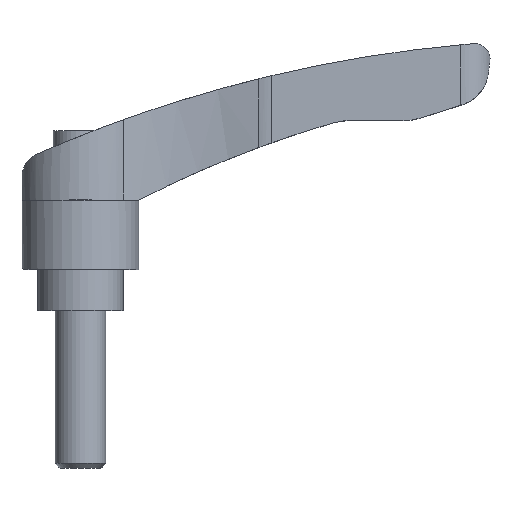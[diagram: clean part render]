
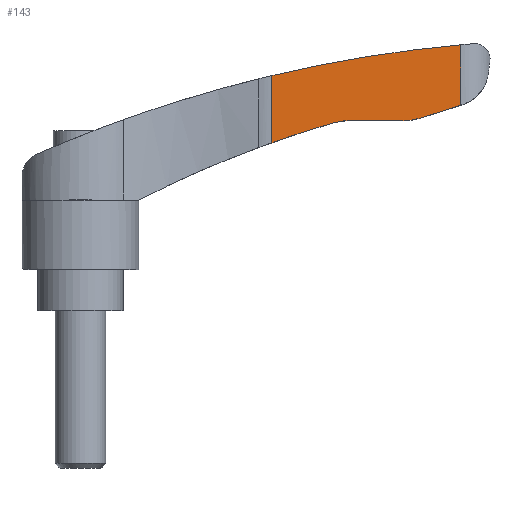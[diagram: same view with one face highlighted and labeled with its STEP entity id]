
A CAD part, top view. The second image highlights one B-rep face of the part: STEP entity #143.
In plain terms, the highlighted planar face has unit normal (0.036, 0, 0.999).
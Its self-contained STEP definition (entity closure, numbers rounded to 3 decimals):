
#143 = ADVANCED_FACE( '', ( #315 ), #316, .F. );
#315 = FACE_OUTER_BOUND( '', #509, .T. );
#316 = PLANE( '', #510 );
#509 = EDGE_LOOP( '', ( #878, #879, #880, #881, #882, #883, #884, #885, #886 ) );
#510 = AXIS2_PLACEMENT_3D( '', #887, #888, #889 );
#878 = ORIENTED_EDGE( '', *, *, #1231, .T. );
#879 = ORIENTED_EDGE( '', *, *, #1169, .T. );
#880 = ORIENTED_EDGE( '', *, *, #1142, .F. );
#881 = ORIENTED_EDGE( '', *, *, #1117, .F. );
#882 = ORIENTED_EDGE( '', *, *, #1232, .T. );
#883 = ORIENTED_EDGE( '', *, *, #1136, .F. );
#884 = ORIENTED_EDGE( '', *, *, #1233, .F. );
#885 = ORIENTED_EDGE( '', *, *, #1225, .T. );
#886 = ORIENTED_EDGE( '', *, *, #1234, .F. );
#887 = CARTESIAN_POINT( '', ( 30.347, 71., 5.831 ) );
#888 = DIRECTION( '', ( -0.036, 0., -0.999 ) );
#889 = DIRECTION( '', ( -0.999, 0., 0.036 ) );
#1117 = EDGE_CURVE( '', #1330, #1332, #1333, .T. );
#1136 = EDGE_CURVE( '', #1364, #1366, #1367, .F. );
#1142 = EDGE_CURVE( '', #1332, #1375, #1376, .T. );
#1169 = EDGE_CURVE( '', #1415, #1375, #1423, .T. );
#1225 = EDGE_CURVE( '', #1499, #1497, #1500, .T. );
#1231 = EDGE_CURVE( '', #1507, #1415, #1508, .F. );
#1232 = EDGE_CURVE( '', #1330, #1366, #1509, .T. );
#1233 = EDGE_CURVE( '', #1499, #1364, #1510, .F. );
#1234 = EDGE_CURVE( '', #1507, #1497, #1511, .T. );
#1330 = VERTEX_POINT( '', #1725 );
#1332 = VERTEX_POINT( '', #1730 );
#1333 = ELLIPSE( '', #1731, 215.941, 215.8 );
#1364 = VERTEX_POINT( '', #1855 );
#1366 = VERTEX_POINT( '', #1858 );
#1367 = ELLIPSE( '', #1859, 175.384, 175.27 );
#1375 = VERTEX_POINT( '', #1878 );
#1376 = LINE( '', #1879, #1880 );
#1415 = VERTEX_POINT( '', #1942 );
#1423 = LINE( '', #1953, #1954 );
#1497 = VERTEX_POINT( '', #2082 );
#1499 = VERTEX_POINT( '', #2085 );
#1500 = ELLIPSE( '', #2086, 6.985, 6.98 );
#1507 = VERTEX_POINT( '', #2098 );
#1508 = ELLIPSE( '', #2099, 9.166, 9.16 );
#1509 = LINE( '', #2100, #2101 );
#1510 = ELLIPSE( '', #2102, 6.985, 6.98 );
#1511 = LINE( '', #2103, #2104 );
#1725 = CARTESIAN_POINT( '', ( 30.347, 37.222, 5.831 ) );
#1730 = CARTESIAN_POINT( '', ( 60.25, 42.1, 4.75 ) );
#1731 = AXIS2_PLACEMENT_3D( '', #2210, #2211, #2212 );
#1855 = CARTESIAN_POINT( '', ( 40.302, 29.786, 5.471 ) );
#1858 = CARTESIAN_POINT( '', ( 30.347, 26.586, 5.831 ) );
#1859 = AXIS2_PLACEMENT_3D( '', #2232, #2233, #2234 );
#1878 = CARTESIAN_POINT( '', ( 60.25, 32.505, 4.75 ) );
#1879 = CARTESIAN_POINT( '', ( 60.25, 71., 4.75 ) );
#1880 = VECTOR( '', #2238, 1000. );
#1942 = CARTESIAN_POINT( '', ( 53.829, 30.483, 4.982 ) );
#1953 = CARTESIAN_POINT( '', ( 44.058, 27.406, 5.335 ) );
#1954 = VECTOR( '', #2283, 1000. );
#2082 = CARTESIAN_POINT( '', ( 42.249, 30.06, 5.401 ) );
#2085 = CARTESIAN_POINT( '', ( 42.239, 30.06, 5.401 ) );
#2086 = AXIS2_PLACEMENT_3D( '', #2361, #2362, #2363 );
#2098 = CARTESIAN_POINT( '', ( 51.088, 30.06, 5.081 ) );
#2099 = AXIS2_PLACEMENT_3D( '', #2366, #2367, #2368 );
#2100 = CARTESIAN_POINT( '', ( 30.347, 71., 5.831 ) );
#2101 = VECTOR( '', #2369, 1000. );
#2102 = AXIS2_PLACEMENT_3D( '', #2370, #2371, #2372 );
#2103 = CARTESIAN_POINT( '', ( 42.065, 30.06, 5.407 ) );
#2104 = VECTOR( '', #2373, 1000. );
#2210 = CARTESIAN_POINT( '', ( 79.958, -172.798, 4.038 ) );
#2211 = DIRECTION( '', ( -0.036, 0., -0.999 ) );
#2212 = DIRECTION( '', ( 0.999, 0., -0.036 ) );
#2232 = CARTESIAN_POINT( '', ( 88.942, -138.6, 3.713 ) );
#2233 = DIRECTION( '', ( -0.036, 0., -0.999 ) );
#2234 = DIRECTION( '', ( 0.999, 0., -0.036 ) );
#2238 = DIRECTION( '', ( 0., -1., 0. ) );
#2283 = DIRECTION( '', ( 0.953, 0.3, -0.034 ) );
#2361 = CARTESIAN_POINT( '', ( 42.249, 23.08, 5.401 ) );
#2362 = DIRECTION( '', ( -0.036, 0., -0.999 ) );
#2363 = DIRECTION( '', ( 0.999, 0., -0.036 ) );
#2366 = CARTESIAN_POINT( '', ( 51.078, 39.22, 5.082 ) );
#2367 = DIRECTION( '', ( -0.036, 0., -0.999 ) );
#2368 = DIRECTION( '', ( 0.999, 0., -0.036 ) );
#2369 = DIRECTION( '', ( 0., -1., 0. ) );
#2370 = CARTESIAN_POINT( '', ( 42.239, 23.08, 5.401 ) );
#2371 = DIRECTION( '', ( -0.036, 0., -0.999 ) );
#2372 = DIRECTION( '', ( 0.999, 0., -0.036 ) );
#2373 = DIRECTION( '', ( -0.999, 0., 0.036 ) );
